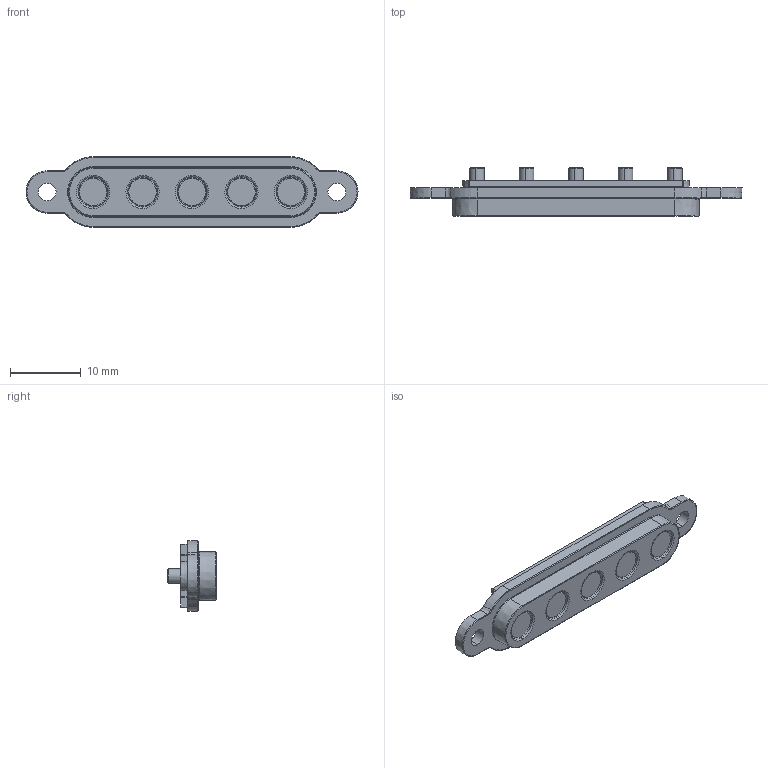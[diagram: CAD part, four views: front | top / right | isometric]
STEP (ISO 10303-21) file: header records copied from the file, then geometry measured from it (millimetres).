
FILE_DESCRIPTION (( 'STEP AP214' ), '1' );
FILE_NAME ('UEBK-30257.STEP', '2020-08-11T09:07:19', ( '' ), ( '' ), 'SwSTEP 2.0', 'SolidWorks 2020', '' );
FILE_SCHEMA (( 'AUTOMOTIVE_DESIGN' ));
Length unit declared in the file: millimetre
Products named in the file (3): UEBK-30257-Gehäuse; UEBK-30257-Pin; UEBK-30257
Assembly tree (6 placements, depth 2):
  UEBK-30257
    UEBK-30257-Gehäuse
    UEBK-30257-Pin  x5
Bounding box: 47 x 6.8 x 10 mm (x, y, z)
Volume: 1357 mm3; surface area: 1910.1 mm2
Topology: 6 solids, 6 shells, 351 faces, 754 edges, 435 vertices
Faces by surface type: cylinder 112, cone 108, plane 69, bspline 62
Entity records: 10635 total; most frequent: CARTESIAN_POINT 2639, ORIENTED_EDGE 1120, DIRECTION 1116, EDGE_CURVE 560, AXIS2_PLACEMENT_3D 440, VERTEX_POINT 327, EDGE_LOOP 287, FACE_OUTER_BOUND 255
